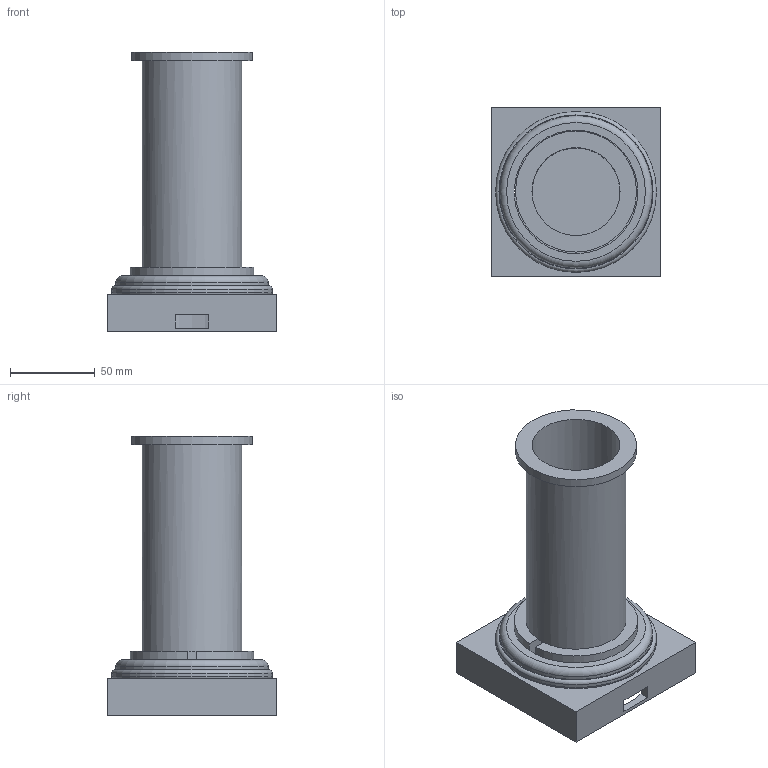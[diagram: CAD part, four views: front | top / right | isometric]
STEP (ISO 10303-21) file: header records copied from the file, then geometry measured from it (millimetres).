
FILE_DESCRIPTION(/* description */ (''),/* implementation_level */ '2;1');
FILE_NAME(/* name */ 'col-inner.step',/* time_stamp */ '2025-11-10T01:05:34Z',/* author */ (''),/* organization */ (''),/* preprocessor_version */ 'ST-DEVELOPER v20.1',/* originating_system */ 'Autodesk Translation Framework v14.17.0.0',/* authorisation */ '');
FILE_SCHEMA (('AUTOMOTIVE_DESIGN { 1 0 10303 214 3 1 1 }'));
Length unit declared in the file: millimetre
Products named in the file (1): FusionComponent
Bounding box: 100 x 100 x 165 mm (x, y, z)
Volume: 275269.2 mm3; surface area: 93184.7 mm2
Topology: 1 solids, 1 shells, 34 faces, 78 edges, 50 vertices
Faces by surface type: plane 21, cylinder 10, torus 3
Full cylindrical faces by diameter (mm): 52 x1, 59 x1, 71.5 x1, 90 x2, 91 x1, 95 x1
Entity records: 1014 total; most frequent: DIRECTION 183, CARTESIAN_POINT 163, ORIENTED_EDGE 156, EDGE_CURVE 78, AXIS2_PLACEMENT_3D 70, VERTEX_POINT 50, EDGE_LOOP 44, LINE 43
